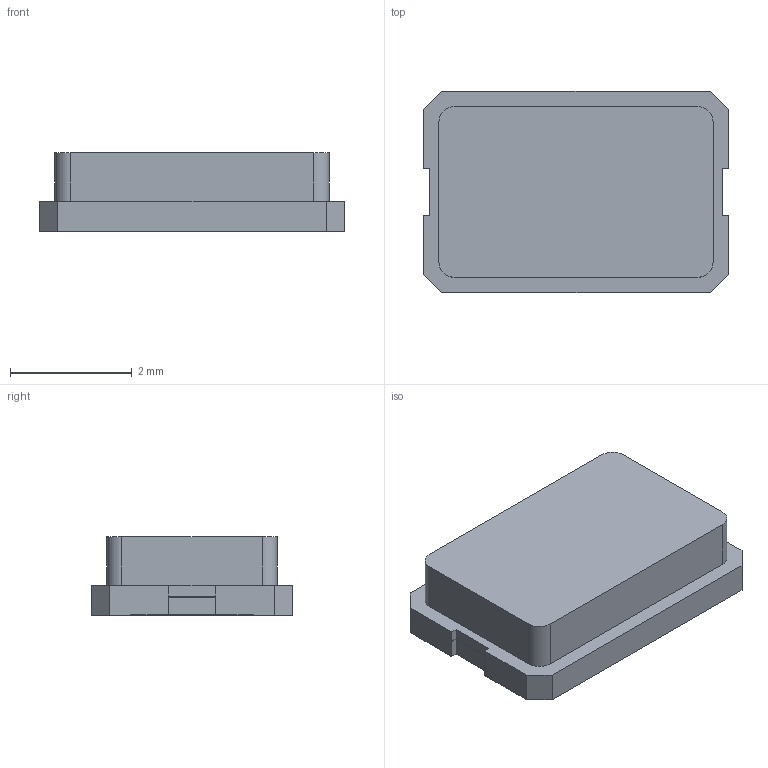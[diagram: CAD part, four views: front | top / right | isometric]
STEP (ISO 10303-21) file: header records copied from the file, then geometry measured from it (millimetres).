
FILE_DESCRIPTION(/* description */ (''),/* implementation_level */ '2;1');
FILE_NAME(/* name */ 'Crystal_SMD_Abracon_ABM3_5.00x3.20.step',/* time_stamp */ '2020-05-17T09:31:36-04:00',/* author */ (''),/* organization */ (''),/* preprocessor_version */ 'ST-DEVELOPER v18.1',/* originating_system */ 'Autodesk Translation Framework v9.3.0.1241',/* authorisation */ '');
FILE_SCHEMA (('AUTOMOTIVE_DESIGN { 1 0 10303 214 3 1 1 }'));
Length unit declared in the file: inch
Products named in the file (1): Crystal_SMD_Abracon_ABM3_5.00x3.20
Bounding box: 5 x 3.3 x 1.3 mm (x, y, z)
Volume: 18.1 mm3; surface area: 62.8 mm2
Topology: 3 solids, 3 shells, 71 faces, 192 edges, 128 vertices
Faces by surface type: plane 67, cylinder 4
Entity records: 2241 total; most frequent: CARTESIAN_POINT 392, ORIENTED_EDGE 384, DIRECTION 344, EDGE_CURVE 192, LINE 184, VECTOR 184, VERTEX_POINT 128, AXIS2_PLACEMENT_3D 80
